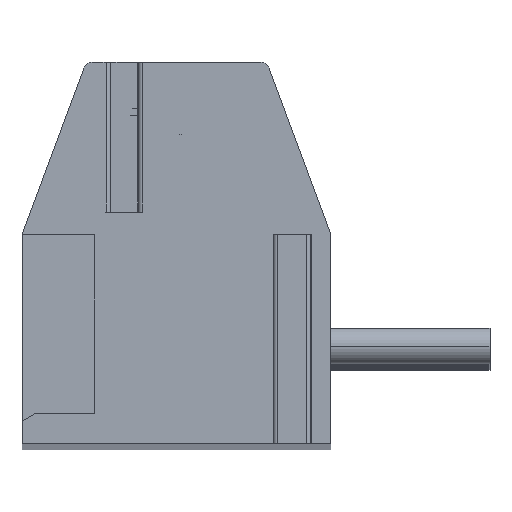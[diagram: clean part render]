
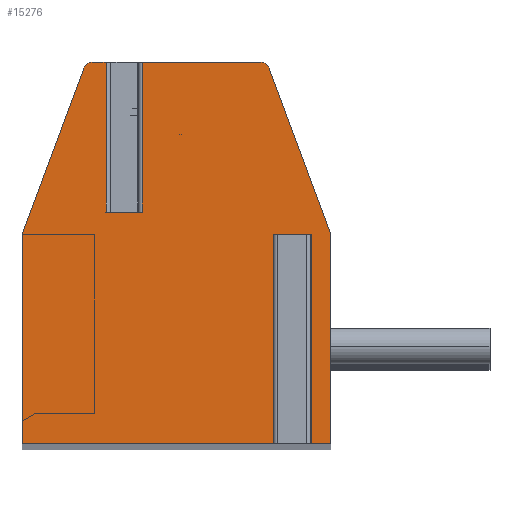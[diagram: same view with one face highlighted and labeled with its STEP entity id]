
A CAD part, top view. The second image highlights one B-rep face of the part: STEP entity #15276.
In plain terms, the highlighted planar face has unit normal (0, 0, 1).
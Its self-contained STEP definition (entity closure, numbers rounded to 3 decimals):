
#13=DIRECTION('',(1.,0.,0.));
#14=VECTOR('',#13,0.796);
#15=CARTESIAN_POINT('',(-1.548,0.9,75.25));
#16=LINE('',#15,#14);
#17=DIRECTION('',(0.,1.,0.));
#18=VECTOR('',#17,3.3);
#19=CARTESIAN_POINT('',(-0.752,0.9,75.25));
#20=LINE('',#19,#18);
#21=DIRECTION('',(-1.,0.,0.));
#22=VECTOR('',#21,2.603);
#23=CARTESIAN_POINT('',(1.851,4.2,75.25));
#24=LINE('',#23,#22);
#25=CARTESIAN_POINT('',(1.851,4.,75.25));
#26=DIRECTION('',(0.,0.,1.));
#27=DIRECTION('',(0.938,0.348,0.));
#28=AXIS2_PLACEMENT_3D('',#25,#26,#27);
#30=DIRECTION('',(-0.348,0.938,0.));
#31=VECTOR('',#30,3.914);
#32=CARTESIAN_POINT('',(3.4,0.4,75.25));
#33=LINE('',#32,#31);
#34=DIRECTION('',(0.,1.,0.));
#35=VECTOR('',#34,4.6);
#36=CARTESIAN_POINT('',(3.4,-4.2,75.25));
#37=LINE('',#36,#35);
#38=DIRECTION('',(1.,0.,0.));
#39=VECTOR('',#38,0.634);
#40=CARTESIAN_POINT('',(2.766,-4.2,75.25));
#41=LINE('',#40,#39);
#42=DIRECTION('',(0.,1.,0.));
#43=VECTOR('',#42,4.6);
#44=CARTESIAN_POINT('',(2.766,-4.2,75.25));
#45=LINE('',#44,#43);
#46=DIRECTION('',(-1.,0.,0.));
#47=VECTOR('',#46,0.43);
#48=CARTESIAN_POINT('',(2.766,0.4,75.25));
#49=LINE('',#48,#47);
#50=DIRECTION('',(0.,1.,0.));
#51=VECTOR('',#50,4.6);
#52=CARTESIAN_POINT('',(2.336,-4.2,75.25));
#53=LINE('',#52,#51);
#54=DIRECTION('',(1.,0.,0.));
#55=VECTOR('',#54,5.736);
#56=CARTESIAN_POINT('',(-3.4,-4.2,75.25));
#57=LINE('',#56,#55);
#58=DIRECTION('',(0.,-1.,0.));
#59=VECTOR('',#58,4.6);
#60=CARTESIAN_POINT('',(-3.4,0.4,75.25));
#61=LINE('',#60,#59);
#62=DIRECTION('',(-0.348,-0.938,0.));
#63=VECTOR('',#62,3.914);
#64=CARTESIAN_POINT('',(-2.038,4.07,75.25));
#65=LINE('',#64,#63);
#66=CARTESIAN_POINT('',(-1.851,4.,75.25));
#67=DIRECTION('',(0.,0.,1.));
#68=DIRECTION('',(0.,1.,0.));
#69=AXIS2_PLACEMENT_3D('',#66,#67,#68);
#71=DIRECTION('',(-1.,0.,0.));
#72=VECTOR('',#71,0.303);
#73=CARTESIAN_POINT('',(-1.548,4.2,75.25));
#74=LINE('',#73,#72);
#75=DIRECTION('',(0.,1.,0.));
#76=VECTOR('',#75,3.3);
#77=CARTESIAN_POINT('',(-1.548,0.9,75.25));
#78=LINE('',#77,#76);
#11935=CARTESIAN_POINT('',(-1.851,4.2,75.25));
#11936=CARTESIAN_POINT('',(-2.038,4.07,75.25));
#11937=VERTEX_POINT('',#11935);
#11938=VERTEX_POINT('',#11936);
#11939=CARTESIAN_POINT('',(-3.4,0.4,75.25));
#11940=VERTEX_POINT('',#11939);
#11941=CARTESIAN_POINT('',(-3.4,-4.2,75.25));
#11942=VERTEX_POINT('',#11941);
#11943=CARTESIAN_POINT('',(3.4,-4.2,75.25));
#11944=CARTESIAN_POINT('',(3.4,0.4,75.25));
#11945=VERTEX_POINT('',#11943);
#11946=VERTEX_POINT('',#11944);
#11947=CARTESIAN_POINT('',(2.038,4.07,75.25));
#11948=VERTEX_POINT('',#11947);
#11949=CARTESIAN_POINT('',(1.851,4.2,75.25));
#11950=VERTEX_POINT('',#11949);
#11991=CARTESIAN_POINT('',(2.766,0.4,75.25));
#11992=CARTESIAN_POINT('',(2.336,0.4,75.25));
#11993=VERTEX_POINT('',#11991);
#11994=VERTEX_POINT('',#11992);
#11995=CARTESIAN_POINT('',(2.336,-4.2,75.25));
#11996=VERTEX_POINT('',#11995);
#11997=CARTESIAN_POINT('',(2.766,-4.2,75.25));
#11998=VERTEX_POINT('',#11997);
#12059=CARTESIAN_POINT('',(-1.548,0.9,75.25));
#12060=CARTESIAN_POINT('',(-0.752,0.9,75.25));
#12061=VERTEX_POINT('',#12059);
#12062=VERTEX_POINT('',#12060);
#12063=CARTESIAN_POINT('',(-1.548,4.2,75.25));
#12064=VERTEX_POINT('',#12063);
#12065=CARTESIAN_POINT('',(-0.752,4.2,75.25));
#12066=VERTEX_POINT('',#12065);
#15237=CARTESIAN_POINT('',(0.,0.,75.25));
#15238=DIRECTION('',(0.,0.,1.));
#15239=DIRECTION('',(1.,0.,0.));
#15240=AXIS2_PLACEMENT_3D('',#15237,#15238,#15239);
#15241=PLANE('',#15240);
#15243=ORIENTED_EDGE('',*,*,#15242,.T.);
#15245=ORIENTED_EDGE('',*,*,#15244,.T.);
#15247=ORIENTED_EDGE('',*,*,#15246,.F.);
#15249=ORIENTED_EDGE('',*,*,#15248,.F.);
#15251=ORIENTED_EDGE('',*,*,#15250,.F.);
#15253=ORIENTED_EDGE('',*,*,#15252,.F.);
#15255=ORIENTED_EDGE('',*,*,#15254,.F.);
#15257=ORIENTED_EDGE('',*,*,#15256,.T.);
#15259=ORIENTED_EDGE('',*,*,#15258,.T.);
#15261=ORIENTED_EDGE('',*,*,#15260,.F.);
#15263=ORIENTED_EDGE('',*,*,#15262,.F.);
#15265=ORIENTED_EDGE('',*,*,#15264,.F.);
#15267=ORIENTED_EDGE('',*,*,#15266,.F.);
#15269=ORIENTED_EDGE('',*,*,#15268,.F.);
#15271=ORIENTED_EDGE('',*,*,#15270,.F.);
#15273=ORIENTED_EDGE('',*,*,#15272,.F.);
#15274=EDGE_LOOP('',(#15243,#15245,#15247,#15249,#15251,#15253,#15255,#15257,
#15259,#15261,#15263,#15265,#15267,#15269,#15271,#15273));
#15275=FACE_OUTER_BOUND('',#15274,.F.);
#29=CIRCLE('',#28,0.2);
#70=CIRCLE('',#69,0.2);
#15242=EDGE_CURVE('',#12061,#12062,#16,.T.);
#15244=EDGE_CURVE('',#12062,#12066,#20,.T.);
#15246=EDGE_CURVE('',#11950,#12066,#24,.T.);
#15248=EDGE_CURVE('',#11948,#11950,#29,.T.);
#15250=EDGE_CURVE('',#11946,#11948,#33,.T.);
#15252=EDGE_CURVE('',#11945,#11946,#37,.T.);
#15254=EDGE_CURVE('',#11998,#11945,#41,.T.);
#15256=EDGE_CURVE('',#11998,#11993,#45,.T.);
#15258=EDGE_CURVE('',#11993,#11994,#49,.T.);
#15260=EDGE_CURVE('',#11996,#11994,#53,.T.);
#15262=EDGE_CURVE('',#11942,#11996,#57,.T.);
#15264=EDGE_CURVE('',#11940,#11942,#61,.T.);
#15266=EDGE_CURVE('',#11938,#11940,#65,.T.);
#15268=EDGE_CURVE('',#11937,#11938,#70,.T.);
#15270=EDGE_CURVE('',#12064,#11937,#74,.T.);
#15272=EDGE_CURVE('',#12061,#12064,#78,.T.);
#15276=ADVANCED_FACE('',(#15275),#15241,.T.);
